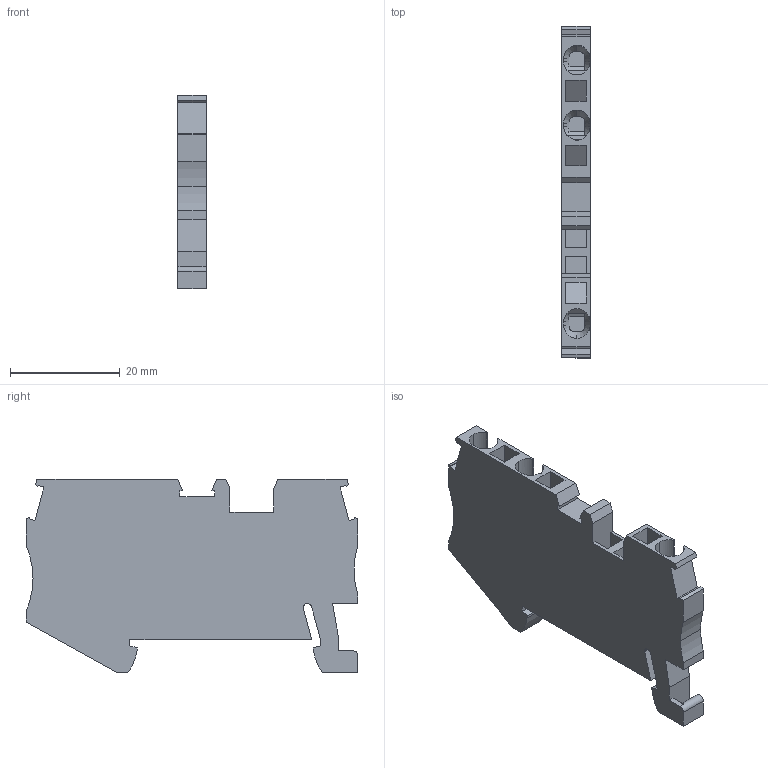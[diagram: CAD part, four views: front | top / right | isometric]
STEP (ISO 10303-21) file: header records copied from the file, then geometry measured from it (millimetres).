
FILE_DESCRIPTION(('STEP AP214'),'1');
FILE_NAME('cctmp_52727230-41C1-4946-8EB6-78D1A26A19EC_2023_07_24_21_43_47_0216..stp','2023-07-24T19:43:47',('SIEMENS A&D'),('CADClick - www.CADClick.com'),'Spatial InterOp 3D postprocessed',' ','unknown authorization');
FILE_SCHEMA(('AUTOMOTIVE_DESIGN'));
Length unit declared in the file: millimetre
Products named in the file (1): 2023_07_24_21_43_47_0200
Bounding box: 5.15 x 60.4 x 35.25 mm (x, y, z)
Volume: 7452.9 mm3; surface area: 5799.6 mm2
Topology: 1 solids, 2 shells, 173 faces, 476 edges, 311 vertices
Faces by surface type: plane 124, cylinder 35, cone 12, torus 2
Entity records: 7708 total; most frequent: CARTESIAN_POINT 2785, ORIENTED_EDGE 952, DIRECTION 848, EDGE_CURVE 476, LINE 364, VECTOR 364, VERTEX_POINT 311, AXIS2_PLACEMENT_3D 242
